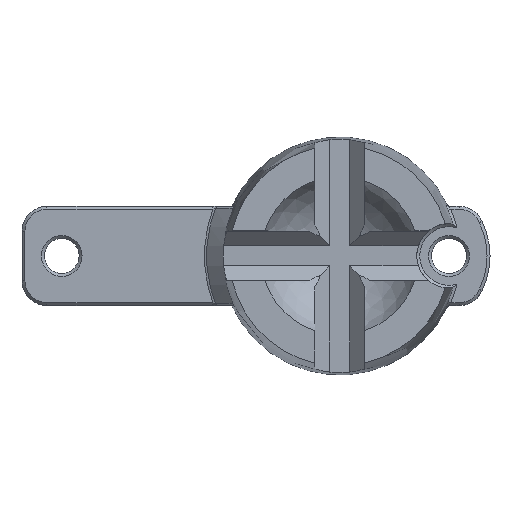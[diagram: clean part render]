
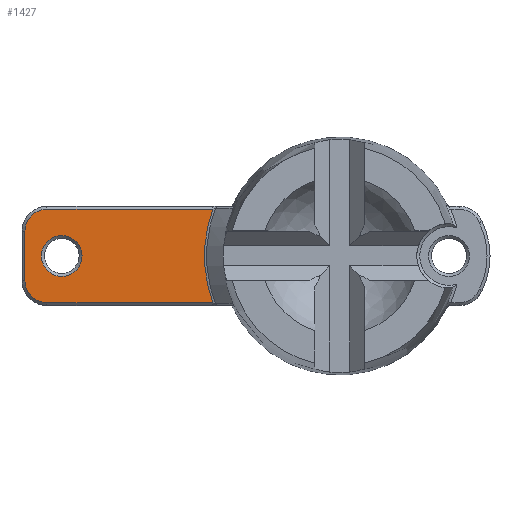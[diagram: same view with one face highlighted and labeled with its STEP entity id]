
A CAD part, top view. The second image highlights one B-rep face of the part: STEP entity #1427.
In plain terms, the highlighted planar face has unit normal (0, 0, 1).
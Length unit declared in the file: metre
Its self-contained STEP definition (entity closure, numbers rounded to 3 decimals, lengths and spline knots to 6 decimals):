
#76=LINE('',#2369,#168);
#77=LINE('',#2373,#169);
#78=LINE('',#2377,#170);
#168=VECTOR('',#1811,1.);
#169=VECTOR('',#1814,1.);
#170=VECTOR('',#1817,1.);
#237=PLANE('',#1563);
#426=ORIENTED_EDGE('',*,*,#859,.T.);
#427=ORIENTED_EDGE('',*,*,#860,.T.);
#428=ORIENTED_EDGE('',*,*,#861,.T.);
#429=ORIENTED_EDGE('',*,*,#862,.T.);
#430=ORIENTED_EDGE('',*,*,#863,.T.);
#431=ORIENTED_EDGE('',*,*,#864,.T.);
#432=ORIENTED_EDGE('',*,*,#865,.T.);
#859=EDGE_CURVE('',#1073,#1074,#1150,.T.);
#860=EDGE_CURVE('',#1074,#1075,#76,.T.);
#861=EDGE_CURVE('',#1075,#1076,#1151,.T.);
#862=EDGE_CURVE('',#1076,#1077,#77,.T.);
#863=EDGE_CURVE('',#1077,#1078,#1152,.F.);
#864=EDGE_CURVE('',#1078,#1073,#78,.T.);
#865=EDGE_CURVE('',#1079,#1079,#1153,.F.);
#1073=VERTEX_POINT('',#2367);
#1074=VERTEX_POINT('',#2368);
#1075=VERTEX_POINT('',#2370);
#1076=VERTEX_POINT('',#2372);
#1077=VERTEX_POINT('',#2374);
#1078=VERTEX_POINT('',#2376);
#1079=VERTEX_POINT('',#2379);
#1150=CIRCLE('',#1564,0.0022);
#1151=CIRCLE('',#1565,0.0022);
#1152=CIRCLE('',#1566,0.013624);
#1153=CIRCLE('',#1567,0.00205);
#1210=EDGE_LOOP('',(#426,#427,#428,#429,#430,#431));
#1211=EDGE_LOOP('',(#432));
#1309=FACE_BOUND('',#1210,.T.);
#1310=FACE_BOUND('',#1211,.T.);
#1427=ADVANCED_FACE('',(#1309,#1310),#237,.T.);
#1563=AXIS2_PLACEMENT_3D('',#2365,#1807,#1808);
#1564=AXIS2_PLACEMENT_3D('',#2366,#1809,#1810);
#1565=AXIS2_PLACEMENT_3D('',#2371,#1812,#1813);
#1566=AXIS2_PLACEMENT_3D('',#2375,#1815,#1816);
#1567=AXIS2_PLACEMENT_3D('',#2378,#1818,#1819);
#1807=DIRECTION('',(0.,0.,1.));
#1808=DIRECTION('',(1.,0.,0.));
#1809=DIRECTION('',(0.,0.,1.));
#1810=DIRECTION('',(1.,0.,0.));
#1811=DIRECTION('',(0.,-1.,0.));
#1812=DIRECTION('',(0.,0.,1.));
#1813=DIRECTION('',(1.,0.,0.));
#1814=DIRECTION('',(1.,0.,0.));
#1815=DIRECTION('',(0.,0.,1.));
#1816=DIRECTION('',(1.,0.,0.));
#1817=DIRECTION('',(-1.,0.,0.));
#1818=DIRECTION('',(0.,0.,1.));
#1819=DIRECTION('',(1.,0.,0.));
#2365=CARTESIAN_POINT('',(0.02,0.,0.003));
#2366=CARTESIAN_POINT('',(-0.0015,0.0025,0.003));
#2367=CARTESIAN_POINT('',(-0.0015,0.0047,0.003));
#2368=CARTESIAN_POINT('',(-0.0037,0.0025,0.003));
#2369=CARTESIAN_POINT('',(-0.0037,-0.0025,0.003));
#2370=CARTESIAN_POINT('',(-0.0037,-0.0025,0.003));
#2371=CARTESIAN_POINT('',(-0.0015,-0.0025,0.003));
#2372=CARTESIAN_POINT('',(-0.0015,-0.0047,0.003));
#2373=CARTESIAN_POINT('',(0.01546,-0.0047,0.003));
#2374=CARTESIAN_POINT('',(0.015212,-0.0047,0.003));
#2375=CARTESIAN_POINT('',(0.028,0.,0.003));
#2376=CARTESIAN_POINT('',(0.015212,0.0047,0.003));
#2377=CARTESIAN_POINT('',(0.02,0.0047,0.003));
#2378=CARTESIAN_POINT('',(0.,0.,0.003));
#2379=CARTESIAN_POINT('',(0.00205,0.,0.003));
